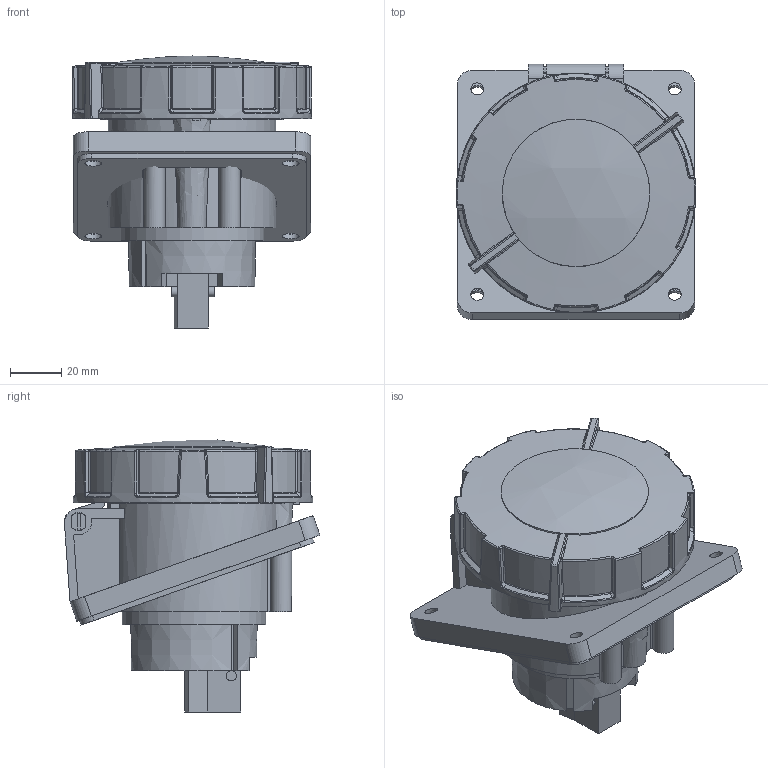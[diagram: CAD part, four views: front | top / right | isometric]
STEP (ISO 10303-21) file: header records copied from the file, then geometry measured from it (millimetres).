
FILE_DESCRIPTION (( 'STEP AP203' ), '1' );
FILE_NAME ('ps-4242-32-380.ÃÌ Ðîçåòêà ñòàöèîíàðíàÿ âíóòðåííÿÿ óãëîâàÿ 4242 3Ð+ÐÅ 32À 380Â IP67 EKF PROxima.STEP', '2025-10-21T11:43:29', ( '' ), ( '' ), 'SwSTEP 2.0', 'SolidWorks 2021', '' );
FILE_SCHEMA (( 'CONFIG_CONTROL_DESIGN' ));
Length unit declared in the file: millimetre
Products named in the file (5): Êîïèÿ ps-4242-32-380 Ðîçåòêà^ps-4242-32-380.ÃÌ Ðîçåòêà ñòàöèîíàðíàÿ âíóòðåííÿÿ óãëîâàÿ 4242 3Ð+ÐÅ 32À 380Â IP67 EKF PROxima_00; Êîïèÿ ps-4242-32-380 ðåçèíîâàÿ ïðîêëàäêà^ps-4242-32-380.ÃÌ Ðîçåòêà ñòàöèîíàðíàÿ âíóòðåííÿÿ óãëîâàÿ 4242 3Ð+ÐÅ 32À 380Â IP67 EKF PROxima_00; ps-4242-32-380.ÃÌ Ðîçåòêà ñòàöèîíàðíàÿ âíóòðåííÿÿ óãëîâàÿ 4242 3Ð+ÐÅ 32À 380Â IP67 EKF PROxima; Êîïèÿ âèíòèê^ps-4242-32-380.ÃÌ Ðîçåòêà ñòàöèîíàðíàÿ âíóòðåííÿÿ óãëîâàÿ 4242 3Ð+ÐÅ 32À 380Â IP67 EKF PROxima_00; Êîïèÿ ps-4242-32-380 Êðûøêà èçîëÿöèîííàÿ^ps-4242-32-380.ÃÌ Ðîçåòêà ñòàöèîíàðíàÿ âíóòðåííÿÿ óãëîâàÿ 4242 3Ð+ÐÅ 32À 380Â IP67 EKF PROxima
Assembly tree (4 placements, depth 2):
  ps-4242-32-380.ÃÌ Ðîçåòêà ñòàöèîíàðíàÿ âíóòðåííÿÿ óãëîâàÿ 4242 3Ð+ÐÅ 32À 380Â IP67 EKF PROxima
    Êîïèÿ ps-4242-32-380 Ðîçåòêà^ps-4242-32-380.ÃÌ Ðîçåòêà ñòàöèîíàðíàÿ âíóòðåííÿÿ óãëîâàÿ 4242 3Ð+ÐÅ 32À 380Â IP67 EKF PROxima_00
    Êîïèÿ âèíòèê^ps-4242-32-380.ÃÌ Ðîçåòêà ñòàöèîíàðíàÿ âíóòðåííÿÿ óãëîâàÿ 4242 3Ð+ÐÅ 32À 380Â IP67 EKF PROxima_00
    Êîïèÿ ps-4242-32-380 Êðûøêà èçîëÿöèîííàÿ^ps-4242-32-380.ÃÌ Ðîçåòêà ñòàöèîíàðíàÿ âíóòðåííÿÿ óãëîâàÿ 4242 3Ð+ÐÅ 32À 380Â IP67 EKF PROxima
    Êîïèÿ ps-4242-32-380 ðåçèíîâàÿ ïðîêëàäêà^ps-4242-32-380.ÃÌ Ðîçåòêà ñòàöèîíàðíàÿ âíóòðåííÿÿ óãëîâàÿ 4242 3Ð+ÐÅ 32À 380Â IP67 EKF PROxima_00
Bounding box: 93.44 x 99.68 x 106.05 mm (x, y, z)
Volume: 313866 mm3; surface area: 104541.1 mm2
Topology: 4 solids, 4 shells, 515 faces, 1288 edges, 788 vertices
Faces by surface type: plane 168, bspline 139, cylinder 129, torus 40, sphere 21, cone 18
Full cylindrical faces by diameter (mm): 2.3 x2, 3.5 x3, 4 x3, 4.2 x1, 6.5 x4, 7 x2, 7.7 x3, 9.5 x1, 14 x3, 56 x1, 57.5 x1, 83 x1
Entity records: 19010 total; most frequent: CARTESIAN_POINT 7397, ORIENTED_EDGE 2436, DIRECTION 2127, EDGE_CURVE 1218, AXIS2_PLACEMENT_3D 849, VERTEX_POINT 768, EDGE_LOOP 598, FACE_OUTER_BOUND 544
